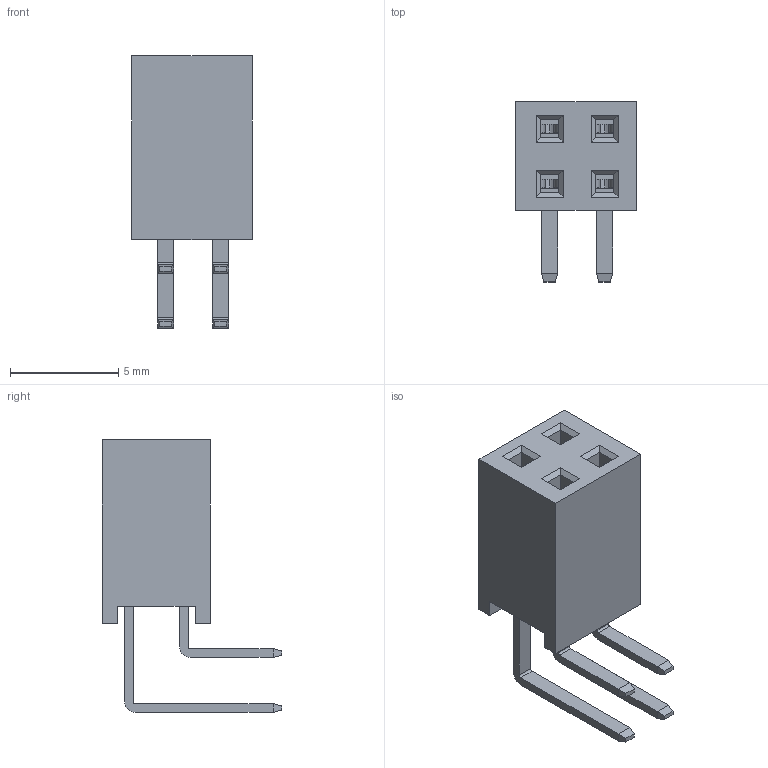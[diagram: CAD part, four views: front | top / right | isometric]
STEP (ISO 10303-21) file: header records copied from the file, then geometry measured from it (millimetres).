
FILE_DESCRIPTION(/* description */ ('Unknown'),/* implementation_level */ '2;1');
FILE_NAME(/* name */ '613004243121',/* time_stamp */ '2016-01-05T14:37:40+01:00',/* author */ ('Unknown'),/* organization */ ('Unknown'),/* preprocessor_version */ 'ST-DEVELOPER v16',/* originating_system */ 'DEX',/* authorisation */ $);
FILE_SCHEMA (('AUTOMOTIVE_DESIGN {1 0 10303 214 3 1 1}'));
Length unit declared in the file: millimetre
Products named in the file (4): 6130xx243121; 613004243121; 6130xx243121_PIN; 6130xx243121_PIN_G
Assembly tree (5 placements, depth 2):
  6130xx243121
    613004243121
    6130xx243121_PIN  x2
    6130xx243121_PIN_G  x2
Bounding box: 5.58 x 8.3 x 12.6 mm (x, y, z)
Volume: 209.8 mm3; surface area: 578.5 mm2
Topology: 5 solids, 5 shells, 198 faces, 532 edges, 344 vertices
Faces by surface type: plane 174, cylinder 16, bspline 8
Entity records: 4344 total; most frequent: CARTESIAN_POINT 828, ORIENTED_EDGE 732, DIRECTION 650, EDGE_CURVE 366, LINE 342, VECTOR 342, VERTEX_POINT 236, AXIS2_PLACEMENT_3D 154
